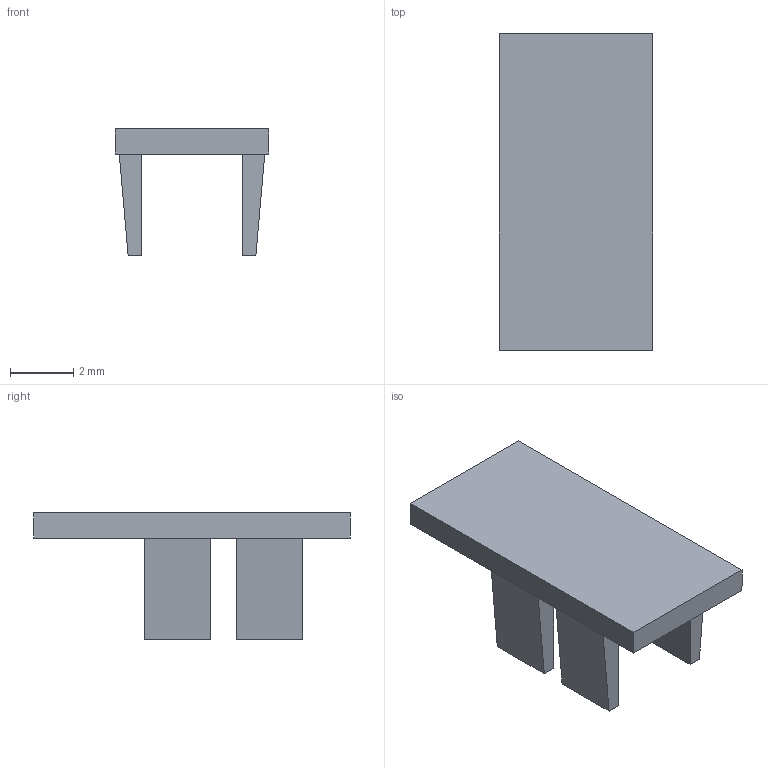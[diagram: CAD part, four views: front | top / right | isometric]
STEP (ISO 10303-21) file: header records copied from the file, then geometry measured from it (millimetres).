
FILE_DESCRIPTION(('CATIA V5R19 STEP'),'2;1');
FILE_NAME ('D1457566_0_1854510000_1854510000.stp','2015-02-26T10:55:09+00:00',('none'),('Weidmueller'),'CATIA Version 5 Release 20 SP 5 (IN-10)','CATIA V5 STEP AP214','none');
FILE_SCHEMA(('AUTOMOTIVE_DESIGN { 1 0 10303 214 1 1 1 1 }'));
Length unit declared in the file: millimetre
Products named in the file (1): MF 10/5 CABUR
Bounding box: 4.85 x 10 x 4 mm (x, y, z)
Volume: 53.9 mm3; surface area: 186.6 mm2
Topology: 1 solids, 1 shells, 26 faces, 64 edges, 44 vertices
Faces by surface type: plane 26
Entity records: 728 total; most frequent: ORIENTED_EDGE 128, CARTESIAN_POINT 124, DIRECTION 94, VECTOR 64, EDGE_CURVE 64, LINE 64, VERTEX_POINT 44, EDGE_LOOP 30
